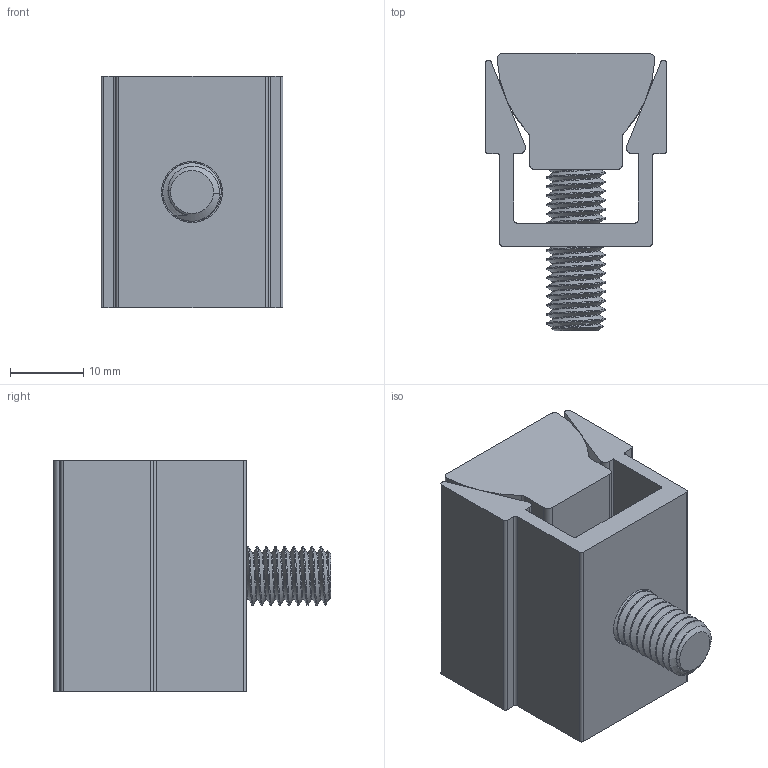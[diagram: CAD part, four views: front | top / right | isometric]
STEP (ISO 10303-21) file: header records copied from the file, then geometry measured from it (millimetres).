
FILE_DESCRIPTION (( 'STEP AP203' ), '1' );
FILE_NAME ('05-0453.STEP', '2023-06-05T19:54:16', ( '' ), ( '' ), 'SwSTEP 2.0', 'SolidWorks 2022', '' );
FILE_SCHEMA (( 'CONFIG_CONTROL_DESIGN' ));
Length unit declared in the file: inch
Products named in the file (4): 810001_810001; 05-0453; 60230_60330; 60330_60330
Assembly tree (3 placements, depth 2):
  05-0453
    60330_60330
    60230_60330
    810001_810001
Bounding box: 24.89 x 38 x 31.75 mm (x, y, z)
Volume: 14847.3 mm3; surface area: 9740.5 mm2
Topology: 3 solids, 3 shells, 183 faces, 502 edges, 328 vertices
Faces by surface type: cylinder 129, plane 35, cone 17, bspline 2
Entity records: 8532 total; most frequent: CARTESIAN_POINT 3996, ORIENTED_EDGE 1004, DIRECTION 754, EDGE_CURVE 502, VERTEX_POINT 328, AXIS2_PLACEMENT_3D 272, VECTOR 210, LINE 210
